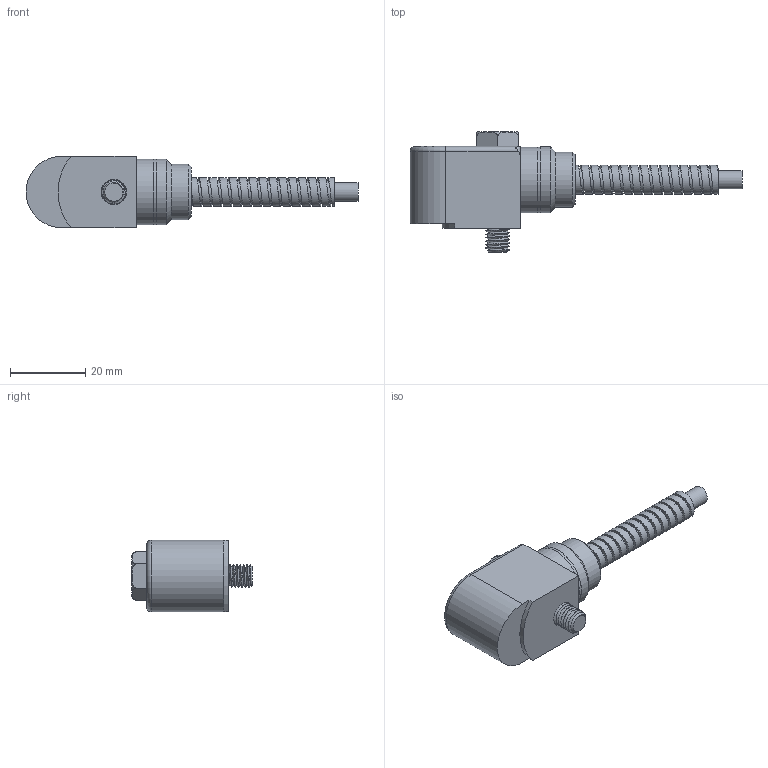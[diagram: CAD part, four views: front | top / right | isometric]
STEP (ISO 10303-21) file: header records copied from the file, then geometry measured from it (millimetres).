
FILE_DESCRIPTION(/* description */ (''),/* implementation_level */ '2;1');
FILE_NAME(/* name */ 'MASTER_MEDIUM_SIDE-EXIT_ARMOR_LARGE.stp',/* time_stamp */ '2017-04-26T12:13:54-04:00',/* author */ ('aneininger'),/* organization */ (''),/* preprocessor_version */ 'ST-DEVELOPER v16.5',/* originating_system */ 'Autodesk Inventor 2017',/* authorisation */ '');
FILE_SCHEMA (('AUTOMOTIVE_DESIGN { 1 0 10303 214 3 1 1 }'));
Length unit declared in the file: inch
Products named in the file (3): MASTER_MEDIUM_SIDE-EXIT_ARMOR_LARGE_STEP; MASTER_MEDIUM_SIDE-EXIT_ARMOR_LARGE; ACP32208
Assembly tree (2 placements, depth 2):
  MASTER_MEDIUM_SIDE-EXIT_ARMOR_LARGE_STEP
    MASTER_MEDIUM_SIDE-EXIT_ARMOR_LARGE
    ACP32208
Bounding box: 88.52 x 32.13 x 19.05 mm (x, y, z)
Volume: 15191.9 mm3; surface area: 9756.6 mm2
Topology: 2 solids, 2 shells, 338 faces, 772 edges, 494 vertices
Faces by surface type: plane 145, cylinder 114, bspline 67, torus 6, cone 6
Full cylindrical faces by diameter (mm): 0.127 x19, 0.203 x38, 1.27 x1, 2.032 x2, 4.826 x1, 4.953 x1, 5.105 x1, 5.359 x1, 6.756 x1, 11.43 x1, 11.938 x2, 12.7 x2, 14.757 x1, 17.462 x1, 17.475 x1, 17.526 x1
Entity records: 15245 total; most frequent: CARTESIAN_POINT 7659, DIRECTION 1435, ORIENTED_EDGE 1336, EDGE_CURVE 665, AXIS2_PLACEMENT_3D 617, EDGE_LOOP 504, VERTEX_POINT 485, STYLED_ITEM 340
